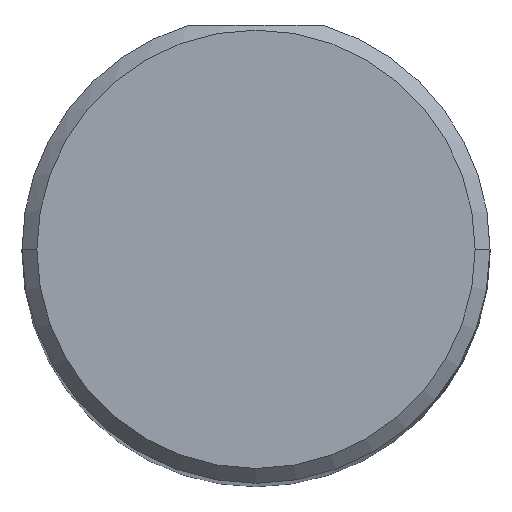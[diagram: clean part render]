
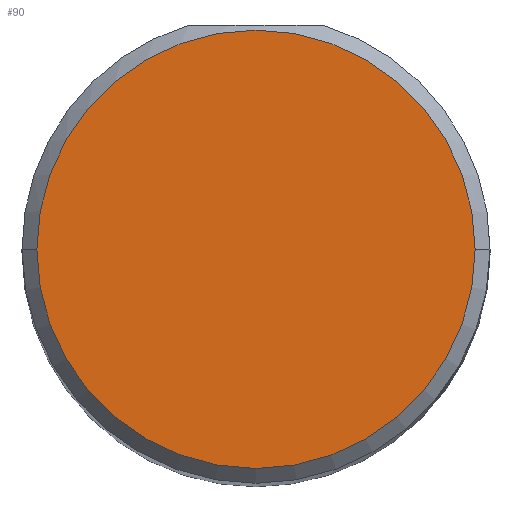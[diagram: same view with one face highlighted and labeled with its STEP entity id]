
A CAD part, top view. The second image highlights one B-rep face of the part: STEP entity #90.
In plain terms, the highlighted planar face has unit normal (0, 0, 1).
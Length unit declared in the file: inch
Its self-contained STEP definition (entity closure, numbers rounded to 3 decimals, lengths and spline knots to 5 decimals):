
#1 = CARTESIAN_POINT ( 'NONE',  ( 0.22122, 0., 3.26772 ) ) ;
#13 = DIRECTION ( 'NONE',  ( 0., 0., 1. ) ) ;
#55 = CARTESIAN_POINT ( 'NONE',  ( 0., 0., 3.26772 ) ) ;
#90 = ADVANCED_FACE ( 'NONE', ( #405 ), #445, .T. ) ;
#139 = EDGE_LOOP ( 'NONE', ( #506, #354 ) ) ;
#209 = CIRCLE ( 'NONE', #317, 0.22122 ) ;
#248 = CARTESIAN_POINT ( 'NONE',  ( 0., 0., 3.26772 ) ) ;
#260 = DIRECTION ( 'NONE',  ( 0., 0., 1. ) ) ;
#271 = DIRECTION ( 'NONE',  ( 1., 0., 0. ) ) ;
#272 = VERTEX_POINT ( 'NONE', #380 ) ;
#275 = EDGE_CURVE ( 'NONE', #272, #465, #209, .T. ) ;
#300 = CARTESIAN_POINT ( 'NONE',  ( 0., 0., 3.26772 ) ) ;
#317 = AXIS2_PLACEMENT_3D ( 'NONE', #300, #260, #420 ) ;
#324 = CIRCLE ( 'NONE', #377, 0.22122 ) ;
#354 = ORIENTED_EDGE ( 'NONE', *, *, #388, .T. ) ;
#377 = AXIS2_PLACEMENT_3D ( 'NONE', #55, #474, #271 ) ;
#380 = CARTESIAN_POINT ( 'NONE',  ( -0.22122, 0., 3.26772 ) ) ;
#383 = DIRECTION ( 'NONE',  ( 1., 0., 0. ) ) ;
#388 = EDGE_CURVE ( 'NONE', #465, #272, #324, .T. ) ;
#405 = FACE_OUTER_BOUND ( 'NONE', #139, .T. ) ;
#420 = DIRECTION ( 'NONE',  ( 1., 0., 0. ) ) ;
#431 = AXIS2_PLACEMENT_3D ( 'NONE', #248, #13, #383 ) ;
#445 = PLANE ( 'NONE',  #431 ) ;
#465 = VERTEX_POINT ( 'NONE', #1 ) ;
#474 = DIRECTION ( 'NONE',  ( 0., 0., 1. ) ) ;
#506 = ORIENTED_EDGE ( 'NONE', *, *, #275, .T. ) ;
